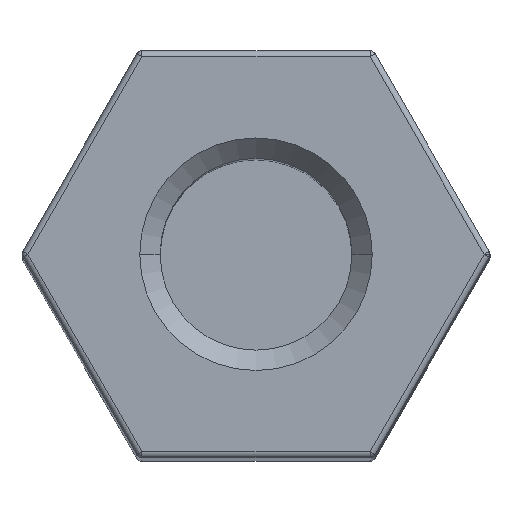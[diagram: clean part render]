
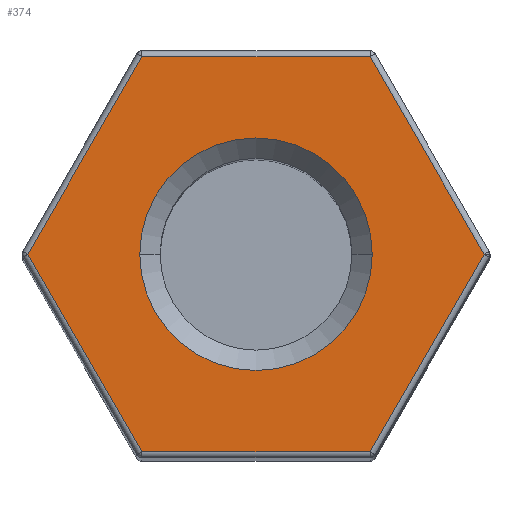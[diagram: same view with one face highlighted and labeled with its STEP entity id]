
A CAD part, top view. The second image highlights one B-rep face of the part: STEP entity #374.
In plain terms, the highlighted planar face has unit normal (0, 0, 1).
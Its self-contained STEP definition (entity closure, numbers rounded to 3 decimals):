
#3 = ORIENTED_EDGE ( 'NONE', *, *, #1018, .T. ) ;
#15 = CARTESIAN_POINT ( 'NONE',  ( 1.963, -3.4, 35. ) ) ;
#23 = ORIENTED_EDGE ( 'NONE', *, *, #1006, .T. ) ;
#25 = ORIENTED_EDGE ( 'NONE', *, *, #560, .T. ) ;
#36 = VERTEX_POINT ( 'NONE', #415 ) ;
#47 = ORIENTED_EDGE ( 'NONE', *, *, #1020, .T. ) ;
#98 = VERTEX_POINT ( 'NONE', #15 ) ;
#113 = VERTEX_POINT ( 'NONE', #1354 ) ;
#124 = CARTESIAN_POINT ( 'NONE',  ( -3.926, 0., 35. ) ) ;
#171 = AXIS2_PLACEMENT_3D ( 'NONE', #931, #1242, #1241 ) ;
#182 = ORIENTED_EDGE ( 'NONE', *, *, #986, .T. ) ;
#189 = DIRECTION ( 'NONE',  ( 1., 0., 0. ) ) ;
#195 = DIRECTION ( 'NONE',  ( 0., 0., -1. ) ) ;
#198 = LINE ( 'NONE', #214, #1285 ) ;
#202 = CARTESIAN_POINT ( 'NONE',  ( 0., 0., 35. ) ) ;
#212 = DIRECTION ( 'NONE',  ( -0.5, 0.866, 0. ) ) ;
#214 = CARTESIAN_POINT ( 'NONE',  ( 1.934, 3.45, 35. ) ) ;
#228 = CIRCLE ( 'NONE', #963, 2. ) ;
#233 = ORIENTED_EDGE ( 'NONE', *, *, #999, .T. ) ;
#257 = DIRECTION ( 'NONE',  ( 0.5, 0.866, 0. ) ) ;
#259 = DIRECTION ( 'NONE',  ( 1., 0., 0. ) ) ;
#261 = VECTOR ( 'NONE', #280, 1000. ) ;
#266 = CARTESIAN_POINT ( 'NONE',  ( 2.021, -3.4, 35. ) ) ;
#279 = CARTESIAN_POINT ( 'NONE',  ( -1.934, -3.45, 35. ) ) ;
#280 = DIRECTION ( 'NONE',  ( -0.5, -0.866, 0. ) ) ;
#285 = VECTOR ( 'NONE', #291, 1000. ) ;
#287 = CARTESIAN_POINT ( 'NONE',  ( 3.955, 0.05, 35. ) ) ;
#291 = DIRECTION ( 'NONE',  ( 0.5, -0.866, 0. ) ) ;
#294 = DIRECTION ( 'NONE',  ( -1., 0., 0. ) ) ;
#300 = CARTESIAN_POINT ( 'NONE',  ( -2.021, 3.4, 35. ) ) ;
#310 = CARTESIAN_POINT ( 'NONE',  ( -3.955, -0.05, 35. ) ) ;
#322 = AXIS2_PLACEMENT_3D ( 'NONE', #1107, #1104, #1100 ) ;
#342 = VERTEX_POINT ( 'NONE', #1262 ) ;
#374 = ADVANCED_FACE ( 'NONE', ( #681, #1376 ), #1259, .T. ) ;
#415 = CARTESIAN_POINT ( 'NONE',  ( -1.963, 3.4, 35. ) ) ;
#434 = VERTEX_POINT ( 'NONE', #1152 ) ;
#447 = CARTESIAN_POINT ( 'NONE',  ( 3.926, 0., 35. ) ) ;
#463 = CARTESIAN_POINT ( 'NONE',  ( -1.963, -3.4, 35. ) ) ;
#488 = VECTOR ( 'NONE', #259, 1000. ) ;
#513 = LINE ( 'NONE', #279, #285 ) ;
#560 = EDGE_CURVE ( 'NONE', #434, #113, #899, .T. ) ;
#574 = VECTOR ( 'NONE', #294, 1000. ) ;
#602 = EDGE_LOOP ( 'NONE', ( #25, #47 ) ) ;
#665 = ORIENTED_EDGE ( 'NONE', *, *, #978, .T. ) ;
#681 = FACE_OUTER_BOUND ( 'NONE', #807, .T. ) ;
#774 = LINE ( 'NONE', #266, #488 ) ;
#807 = EDGE_LOOP ( 'NONE', ( #665, #182, #950, #233, #23, #3 ) ) ;
#808 = LINE ( 'NONE', #300, #574 ) ;
#897 = VERTEX_POINT ( 'NONE', #463 ) ;
#899 = CIRCLE ( 'NONE', #322, 2. ) ;
#931 = CARTESIAN_POINT ( 'NONE',  ( 4.041, 0., 35. ) ) ;
#950 = ORIENTED_EDGE ( 'NONE', *, *, #996, .T. ) ;
#963 = AXIS2_PLACEMENT_3D ( 'NONE', #202, #195, #189 ) ;
#978 = EDGE_CURVE ( 'NONE', #342, #36, #808, .T. ) ;
#986 = EDGE_CURVE ( 'NONE', #36, #1162, #1342, .T. ) ;
#996 = EDGE_CURVE ( 'NONE', #1162, #897, #513, .T. ) ;
#999 = EDGE_CURVE ( 'NONE', #897, #98, #774, .T. ) ;
#1006 = EDGE_CURVE ( 'NONE', #98, #1213, #1090, .T. ) ;
#1018 = EDGE_CURVE ( 'NONE', #1213, #342, #198, .T. ) ;
#1020 = EDGE_CURVE ( 'NONE', #113, #434, #228, .T. ) ;
#1090 = LINE ( 'NONE', #287, #1314 ) ;
#1100 = DIRECTION ( 'NONE',  ( 1., 0., 0. ) ) ;
#1104 = DIRECTION ( 'NONE',  ( 0., 0., -1. ) ) ;
#1107 = CARTESIAN_POINT ( 'NONE',  ( 0., 0., 35. ) ) ;
#1152 = CARTESIAN_POINT ( 'NONE',  ( 2., 0., 35. ) ) ;
#1162 = VERTEX_POINT ( 'NONE', #124 ) ;
#1213 = VERTEX_POINT ( 'NONE', #447 ) ;
#1241 = DIRECTION ( 'NONE',  ( 1., 0., 0. ) ) ;
#1242 = DIRECTION ( 'NONE',  ( 0., 0., 1. ) ) ;
#1259 = PLANE ( 'NONE',  #171 ) ;
#1262 = CARTESIAN_POINT ( 'NONE',  ( 1.963, 3.4, 35. ) ) ;
#1285 = VECTOR ( 'NONE', #212, 1000. ) ;
#1314 = VECTOR ( 'NONE', #257, 1000. ) ;
#1342 = LINE ( 'NONE', #310, #261 ) ;
#1354 = CARTESIAN_POINT ( 'NONE',  ( -2., 0., 35. ) ) ;
#1376 = FACE_BOUND ( 'NONE', #602, .T. ) ;
